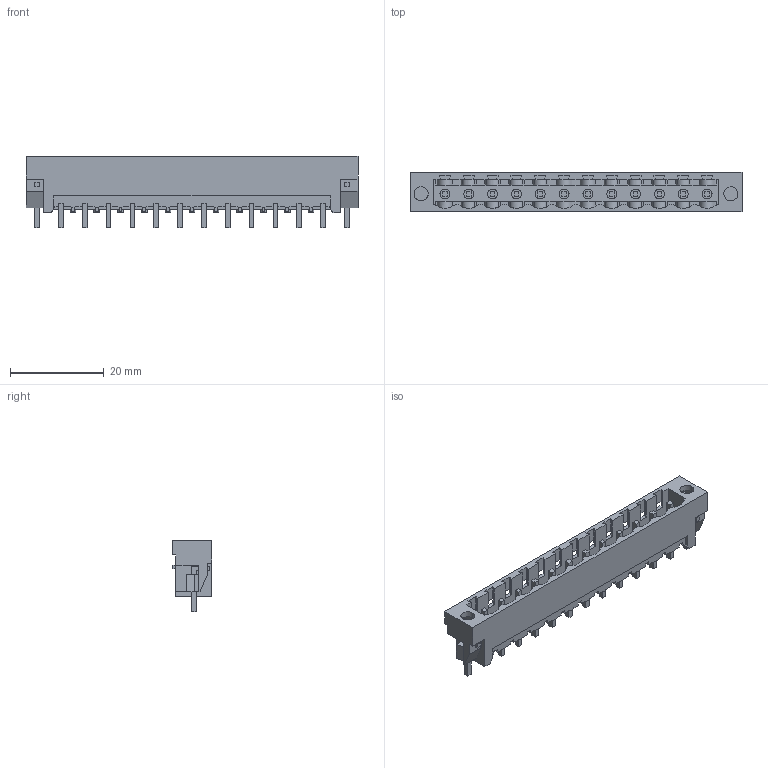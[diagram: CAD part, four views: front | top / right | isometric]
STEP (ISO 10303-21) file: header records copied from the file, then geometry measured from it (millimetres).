
FILE_DESCRIPTION(('CATIA V5 STEP Exchange','CAx-IF Rec.Pracs.--- Model Styling and Organization---1.2---2011-12-15'),'2;1');
FILE_NAME ('D1457050_0_1838540000_1838540000.stp','2018-03-19T17:33:55+00:00',('none'),('Weidmueller'),'CATIA Version 5-6 Release 2014','CATIA V5 STEP AP214','none');
FILE_SCHEMA(('AUTOMOTIVE_DESIGN { 1 0 10303 214 1 1 1 1 }'));
Length unit declared in the file: millimetre
Products named in the file (1): 1838540000
Bounding box: 70.76 x 8.43 x 15.2 mm (x, y, z)
Volume: 2633.3 mm3; surface area: 6084.6 mm2
Topology: 15 solids, 15 shells, 786 faces, 2484 edges, 1704 vertices
Faces by surface type: plane 657, cylinder 117, extrusion 12
Entity records: 28710 total; most frequent: CARTESIAN_POINT 6223, ORIENTED_EDGE 4968, DIRECTION 3812, EDGE_CURVE 2484, VECTOR 2054, LINE 2042, VERTEX_POINT 1704, AXIS2_PLACEMENT_3D 984
